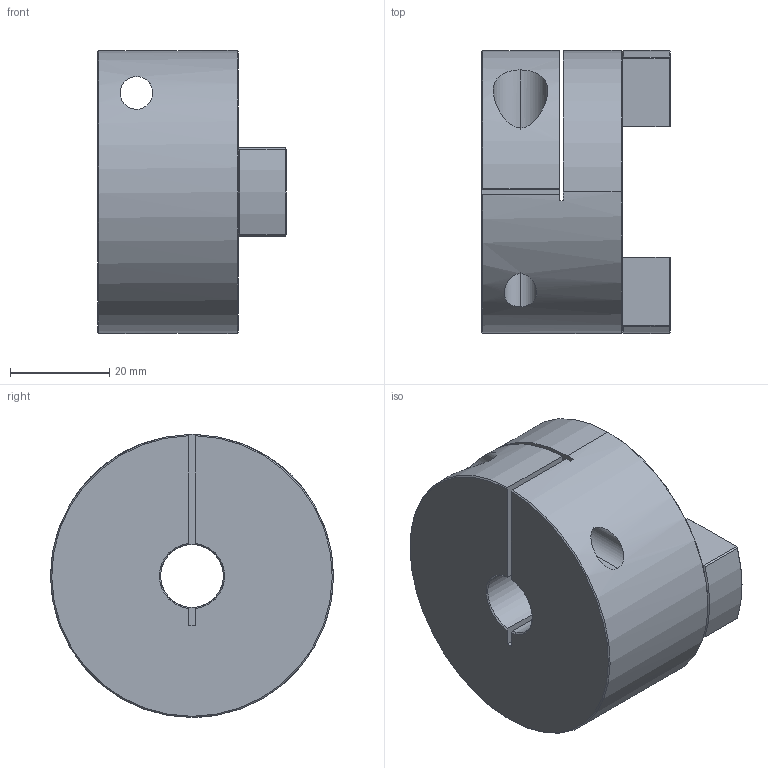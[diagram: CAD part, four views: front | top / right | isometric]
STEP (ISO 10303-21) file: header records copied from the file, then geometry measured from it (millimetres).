
FILE_DESCRIPTION (( 'STEP AP214' ), '1' );
FILE_NAME ('DC-DAC57-16.STEP', '2015-12-01T23:17:46', ( '' ), ( '' ), 'SwSTEP 2.0', 'SolidWorks 2015', '' );
FILE_SCHEMA (( 'AUTOMOTIVE_DESIGN' ));
Length unit declared in the file: millimetre
Products named in the file (1): DC-DAC57-16
Bounding box: 38.16 x 57.15 x 57.15 mm (x, y, z)
Volume: 69903.7 mm3; surface area: 16389.6 mm2
Topology: 1 solids, 1 shells, 55 faces, 152 edges, 99 vertices
Faces by surface type: plane 29, cylinder 16, cone 10
Entity records: 1964 total; most frequent: CARTESIAN_POINT 527, ORIENTED_EDGE 304, DIRECTION 286, EDGE_CURVE 152, AXIS2_PLACEMENT_3D 108, VERTEX_POINT 99, VECTOR 70, LINE 70
